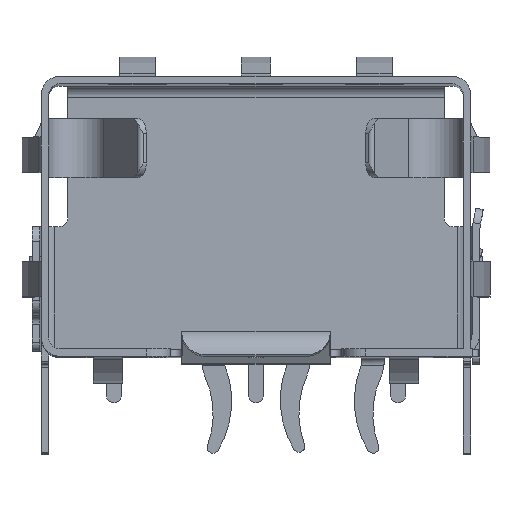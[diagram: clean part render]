
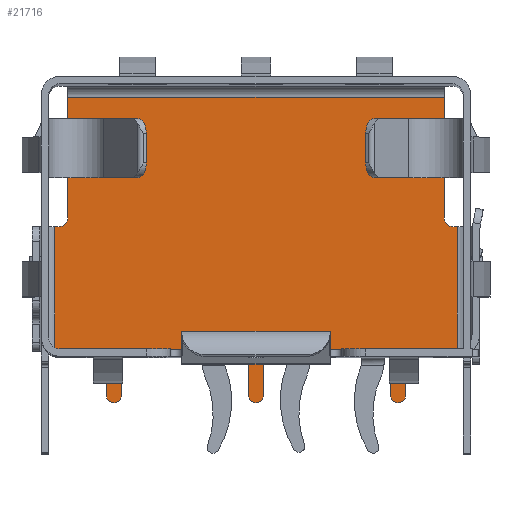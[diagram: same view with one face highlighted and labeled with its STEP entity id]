
A CAD part, top view. The second image highlights one B-rep face of the part: STEP entity #21716.
In plain terms, the highlighted planar face has unit normal (0, 0, 1).
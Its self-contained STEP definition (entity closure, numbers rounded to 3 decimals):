
#4449=CARTESIAN_POINT('',(6.65,0.029,-48.446));
#4450=DIRECTION('',(0.,0.,-1.));
#4451=DIRECTION('',(0.,-1.,0.));
#4452=AXIS2_PLACEMENT_3D('',#4449,#4450,#4451);
#4458=DIRECTION('',(-1.,0.,0.));
#4459=VECTOR('',#4458,0.154);
#4460=CARTESIAN_POINT('',(-6.65,-0.271,-48.446));
#4461=LINE('',#4460,#4459);
#4518=DIRECTION('',(-1.,0.,0.));
#4519=VECTOR('',#4518,0.154);
#4520=CARTESIAN_POINT('',(6.804,-0.271,-48.446));
#4521=LINE('',#4520,#4519);
#4522=CARTESIAN_POINT('',(-6.65,0.029,-48.446));
#4523=DIRECTION('',(0.,0.,-1.));
#4524=DIRECTION('',(1.,0.,0.));
#4525=AXIS2_PLACEMENT_3D('',#4522,#4523,#4524);
#8005=DIRECTION('',(0.,1.,0.));
#8006=VECTOR('',#8005,4.071);
#8007=CARTESIAN_POINT('',(-6.35,0.029,-48.446));
#8008=LINE('',#8007,#8006);
#8009=DIRECTION('',(-1.,0.,0.));
#8010=VECTOR('',#8009,12.7);
#8011=CARTESIAN_POINT('',(6.35,4.1,-48.446));
#8012=LINE('',#8011,#8010);
#8013=DIRECTION('',(0.,-1.,0.));
#8014=VECTOR('',#8013,4.071);
#8015=CARTESIAN_POINT('',(6.35,4.1,-48.446));
#8016=LINE('',#8015,#8014);
#8017=DIRECTION('',(0.,1.,0.));
#8018=VECTOR('',#8017,4.2);
#8019=CARTESIAN_POINT('',(6.804,-4.471,-48.446));
#8020=LINE('',#8019,#8018);
#8021=DIRECTION('',(-1.,0.,0.));
#8022=VECTOR('',#8021,1.454);
#8023=CARTESIAN_POINT('',(6.804,-4.471,-48.446));
#8024=LINE('',#8023,#8022);
#8025=CARTESIAN_POINT('',(5.35,-4.771,-48.446));
#8026=DIRECTION('',(0.,0.,1.));
#8027=DIRECTION('',(0.,1.,0.));
#8028=AXIS2_PLACEMENT_3D('',#8025,#8026,#8027);
#8030=DIRECTION('',(0.,-1.,0.));
#8031=VECTOR('',#8030,1.2);
#8032=CARTESIAN_POINT('',(5.05,-4.771,-48.446));
#8033=LINE('',#8032,#8031);
#8034=CARTESIAN_POINT('',(4.8,-5.971,-48.446));
#8035=DIRECTION('',(0.,0.,-1.));
#8036=DIRECTION('',(1.,0.,0.));
#8037=AXIS2_PLACEMENT_3D('',#8034,#8035,#8036);
#8039=DIRECTION('',(0.,1.,0.));
#8040=VECTOR('',#8039,1.2);
#8041=CARTESIAN_POINT('',(4.55,-5.971,-48.446));
#8042=LINE('',#8041,#8040);
#8043=CARTESIAN_POINT('',(4.25,-4.771,-48.446));
#8044=DIRECTION('',(0.,0.,1.));
#8045=DIRECTION('',(1.,0.,0.));
#8046=AXIS2_PLACEMENT_3D('',#8043,#8044,#8045);
#8048=DIRECTION('',(-1.,0.,0.));
#8049=VECTOR('',#8048,3.7);
#8050=CARTESIAN_POINT('',(4.25,-4.471,-48.446));
#8051=LINE('',#8050,#8049);
#8052=CARTESIAN_POINT('',(0.55,-4.771,-48.446));
#8053=DIRECTION('',(0.,0.,1.));
#8054=DIRECTION('',(0.,1.,0.));
#8055=AXIS2_PLACEMENT_3D('',#8052,#8053,#8054);
#8057=DIRECTION('',(0.,-1.,0.));
#8058=VECTOR('',#8057,1.2);
#8059=CARTESIAN_POINT('',(0.25,-4.771,-48.446));
#8060=LINE('',#8059,#8058);
#8061=CARTESIAN_POINT('',(0.,-5.971,-48.446));
#8062=DIRECTION('',(0.,0.,-1.));
#8063=DIRECTION('',(1.,0.,0.));
#8064=AXIS2_PLACEMENT_3D('',#8061,#8062,#8063);
#8066=DIRECTION('',(0.,1.,0.));
#8067=VECTOR('',#8066,1.2);
#8068=CARTESIAN_POINT('',(-0.25,-5.971,-48.446));
#8069=LINE('',#8068,#8067);
#8070=CARTESIAN_POINT('',(-0.55,-4.771,-48.446));
#8071=DIRECTION('',(0.,0.,1.));
#8072=DIRECTION('',(1.,0.,0.));
#8073=AXIS2_PLACEMENT_3D('',#8070,#8071,#8072);
#8075=DIRECTION('',(-1.,0.,0.));
#8076=VECTOR('',#8075,3.7);
#8077=CARTESIAN_POINT('',(-0.55,-4.471,-48.446));
#8078=LINE('',#8077,#8076);
#8079=CARTESIAN_POINT('',(-4.25,-4.771,-48.446));
#8080=DIRECTION('',(0.,0.,1.));
#8081=DIRECTION('',(0.,1.,0.));
#8082=AXIS2_PLACEMENT_3D('',#8079,#8080,#8081);
#8084=DIRECTION('',(0.,-1.,0.));
#8085=VECTOR('',#8084,1.2);
#8086=CARTESIAN_POINT('',(-4.55,-4.771,-48.446));
#8087=LINE('',#8086,#8085);
#8088=CARTESIAN_POINT('',(-4.8,-5.971,-48.446));
#8089=DIRECTION('',(0.,0.,-1.));
#8090=DIRECTION('',(1.,0.,0.));
#8091=AXIS2_PLACEMENT_3D('',#8088,#8089,#8090);
#8093=DIRECTION('',(0.,1.,0.));
#8094=VECTOR('',#8093,1.2);
#8095=CARTESIAN_POINT('',(-5.05,-5.971,-48.446));
#8096=LINE('',#8095,#8094);
#8097=CARTESIAN_POINT('',(-5.35,-4.771,-48.446));
#8098=DIRECTION('',(0.,0.,1.));
#8099=DIRECTION('',(1.,0.,0.));
#8100=AXIS2_PLACEMENT_3D('',#8097,#8098,#8099);
#8102=DIRECTION('',(-1.,0.,0.));
#8103=VECTOR('',#8102,1.454);
#8104=CARTESIAN_POINT('',(-5.35,-4.471,-48.446));
#8105=LINE('',#8104,#8103);
#8358=DIRECTION('',(0.,1.,0.));
#8359=VECTOR('',#8358,4.2);
#8360=CARTESIAN_POINT('',(-6.804,-4.471,-48.446));
#8361=LINE('',#8360,#8359);
#11221=CARTESIAN_POINT('',(6.804,-4.471,-48.446));
#11223=VERTEX_POINT('',#11221);
#11224=CARTESIAN_POINT('',(-6.804,-4.471,-48.446));
#11226=VERTEX_POINT('',#11224);
#11237=CARTESIAN_POINT('',(6.804,-0.271,-48.446));
#11239=VERTEX_POINT('',#11237);
#11240=CARTESIAN_POINT('',(-6.804,-0.271,-48.446));
#11242=VERTEX_POINT('',#11240);
#11472=CARTESIAN_POINT('',(0.25,-4.771,-48.446));
#11473=CARTESIAN_POINT('',(0.25,-5.971,-48.446));
#11474=VERTEX_POINT('',#11472);
#11475=VERTEX_POINT('',#11473);
#11476=CARTESIAN_POINT('',(-0.25,-5.971,-48.446));
#11477=VERTEX_POINT('',#11476);
#11478=CARTESIAN_POINT('',(-0.25,-4.771,-48.446));
#11479=VERTEX_POINT('',#11478);
#11480=CARTESIAN_POINT('',(-4.55,-4.771,-48.446));
#11481=CARTESIAN_POINT('',(-4.55,-5.971,-48.446));
#11482=VERTEX_POINT('',#11480);
#11483=VERTEX_POINT('',#11481);
#11484=CARTESIAN_POINT('',(-5.05,-5.971,-48.446));
#11485=VERTEX_POINT('',#11484);
#11486=CARTESIAN_POINT('',(-5.05,-4.771,-48.446));
#11487=VERTEX_POINT('',#11486);
#11488=CARTESIAN_POINT('',(5.05,-4.771,-48.446));
#11489=CARTESIAN_POINT('',(5.05,-5.971,-48.446));
#11490=VERTEX_POINT('',#11488);
#11491=VERTEX_POINT('',#11489);
#11492=CARTESIAN_POINT('',(4.55,-5.971,-48.446));
#11493=VERTEX_POINT('',#11492);
#11494=CARTESIAN_POINT('',(4.55,-4.771,-48.446));
#11495=VERTEX_POINT('',#11494);
#11496=CARTESIAN_POINT('',(0.55,-4.471,-48.446));
#11498=VERTEX_POINT('',#11496);
#11500=CARTESIAN_POINT('',(-0.55,-4.471,-48.446));
#11502=VERTEX_POINT('',#11500);
#11504=CARTESIAN_POINT('',(-4.25,-4.471,-48.446));
#11506=VERTEX_POINT('',#11504);
#11508=CARTESIAN_POINT('',(-5.35,-4.471,-48.446));
#11510=VERTEX_POINT('',#11508);
#11512=CARTESIAN_POINT('',(5.35,-4.471,-48.446));
#11514=VERTEX_POINT('',#11512);
#11516=CARTESIAN_POINT('',(4.25,-4.471,-48.446));
#11518=VERTEX_POINT('',#11516);
#11524=CARTESIAN_POINT('',(6.35,4.1,-48.446));
#11525=CARTESIAN_POINT('',(-6.35,4.1,-48.446));
#11526=VERTEX_POINT('',#11524);
#11527=VERTEX_POINT('',#11525);
#11530=CARTESIAN_POINT('',(6.35,0.029,-48.446));
#11531=VERTEX_POINT('',#11530);
#11534=CARTESIAN_POINT('',(-6.35,0.029,-48.446));
#11535=VERTEX_POINT('',#11534);
#11606=CARTESIAN_POINT('',(-6.65,-0.271,-48.446));
#11608=VERTEX_POINT('',#11606);
#11613=CARTESIAN_POINT('',(6.65,-0.271,-48.446));
#11615=VERTEX_POINT('',#11613);
#21665=CARTESIAN_POINT('',(0.,0.,-48.446));
#21666=DIRECTION('',(0.,0.,-1.));
#21667=DIRECTION('',(-1.,0.,0.));
#21668=AXIS2_PLACEMENT_3D('',#21665,#21666,#21667);
#21669=PLANE('',#21668);
#21670=ORIENTED_EDGE('',*,*,#15778,.F.);
#21671=ORIENTED_EDGE('',*,*,#15821,.F.);
#21672=ORIENTED_EDGE('',*,*,#15842,.T.);
#21673=ORIENTED_EDGE('',*,*,#21659,.F.);
#21674=ORIENTED_EDGE('',*,*,#15744,.T.);
#21675=ORIENTED_EDGE('',*,*,#15766,.F.);
#21676=ORIENTED_EDGE('',*,*,#15809,.F.);
#21678=ORIENTED_EDGE('',*,*,#21677,.F.);
#21679=ORIENTED_EDGE('',*,*,#15629,.T.);
#21681=ORIENTED_EDGE('',*,*,#21680,.T.);
#21683=ORIENTED_EDGE('',*,*,#21682,.T.);
#21685=ORIENTED_EDGE('',*,*,#21684,.T.);
#21687=ORIENTED_EDGE('',*,*,#21686,.T.);
#21689=ORIENTED_EDGE('',*,*,#21688,.T.);
#21690=ORIENTED_EDGE('',*,*,#15576,.T.);
#21691=ORIENTED_EDGE('',*,*,#15656,.T.);
#21693=ORIENTED_EDGE('',*,*,#21692,.T.);
#21695=ORIENTED_EDGE('',*,*,#21694,.T.);
#21697=ORIENTED_EDGE('',*,*,#21696,.T.);
#21699=ORIENTED_EDGE('',*,*,#21698,.T.);
#21700=ORIENTED_EDGE('',*,*,#15596,.T.);
#21702=ORIENTED_EDGE('',*,*,#21701,.T.);
#21704=ORIENTED_EDGE('',*,*,#21703,.T.);
#21706=ORIENTED_EDGE('',*,*,#21705,.T.);
#21708=ORIENTED_EDGE('',*,*,#21707,.T.);
#21710=ORIENTED_EDGE('',*,*,#21709,.T.);
#21711=ORIENTED_EDGE('',*,*,#15617,.T.);
#21713=ORIENTED_EDGE('',*,*,#21712,.T.);
#21714=EDGE_LOOP('',(#21670,#21671,#21672,#21673,#21674,#21675,#21676,#21678,
#21679,#21681,#21683,#21685,#21687,#21689,#21690,#21691,#21693,#21695,#21697,
#21699,#21700,#21702,#21704,#21706,#21708,#21710,#21711,#21713));
#21715=FACE_OUTER_BOUND('',#21714,.F.);
#4453=CIRCLE('',#4452,0.3);
#4526=CIRCLE('',#4525,0.3);
#8029=CIRCLE('',#8028,0.3);
#8038=CIRCLE('',#8037,0.25);
#8047=CIRCLE('',#8046,0.3);
#8056=CIRCLE('',#8055,0.3);
#8065=CIRCLE('',#8064,0.25);
#8074=CIRCLE('',#8073,0.3);
#8083=CIRCLE('',#8082,0.3);
#8092=CIRCLE('',#8091,0.25);
#8101=CIRCLE('',#8100,0.3);
#15576=EDGE_CURVE('',#11518,#11498,#8051,.T.);
#15596=EDGE_CURVE('',#11502,#11506,#8078,.T.);
#15617=EDGE_CURVE('',#11510,#11226,#8105,.T.);
#15629=EDGE_CURVE('',#11223,#11514,#8024,.T.);
#15656=EDGE_CURVE('',#11498,#11474,#8056,.T.);
#15744=EDGE_CURVE('',#11526,#11531,#8016,.T.);
#15766=EDGE_CURVE('',#11615,#11531,#4453,.T.);
#15778=EDGE_CURVE('',#11608,#11242,#4461,.T.);
#15809=EDGE_CURVE('',#11239,#11615,#4521,.T.);
#15821=EDGE_CURVE('',#11535,#11608,#4526,.T.);
#15842=EDGE_CURVE('',#11535,#11527,#8008,.T.);
#21659=EDGE_CURVE('',#11526,#11527,#8012,.T.);
#21677=EDGE_CURVE('',#11223,#11239,#8020,.T.);
#21680=EDGE_CURVE('',#11514,#11490,#8029,.T.);
#21682=EDGE_CURVE('',#11490,#11491,#8033,.T.);
#21684=EDGE_CURVE('',#11491,#11493,#8038,.T.);
#21686=EDGE_CURVE('',#11493,#11495,#8042,.T.);
#21688=EDGE_CURVE('',#11495,#11518,#8047,.T.);
#21692=EDGE_CURVE('',#11474,#11475,#8060,.T.);
#21694=EDGE_CURVE('',#11475,#11477,#8065,.T.);
#21696=EDGE_CURVE('',#11477,#11479,#8069,.T.);
#21698=EDGE_CURVE('',#11479,#11502,#8074,.T.);
#21701=EDGE_CURVE('',#11506,#11482,#8083,.T.);
#21703=EDGE_CURVE('',#11482,#11483,#8087,.T.);
#21705=EDGE_CURVE('',#11483,#11485,#8092,.T.);
#21707=EDGE_CURVE('',#11485,#11487,#8096,.T.);
#21709=EDGE_CURVE('',#11487,#11510,#8101,.T.);
#21712=EDGE_CURVE('',#11226,#11242,#8361,.T.);
#21716=ADVANCED_FACE('',(#21715),#21669,.F.);
